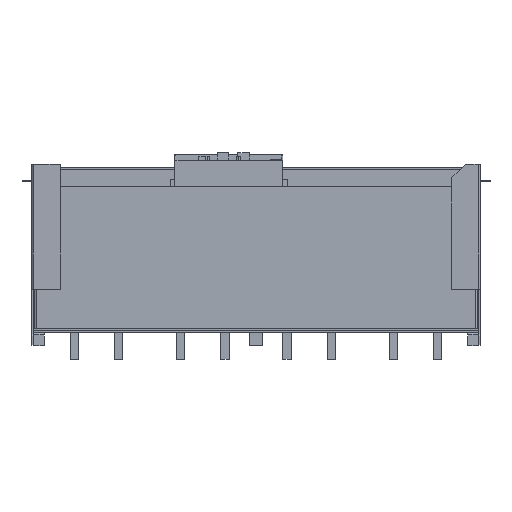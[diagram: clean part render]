
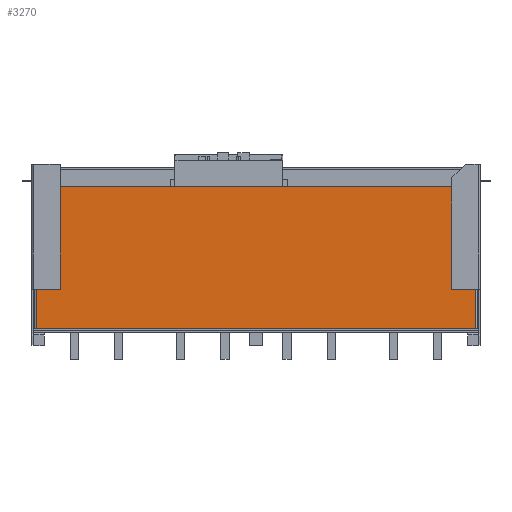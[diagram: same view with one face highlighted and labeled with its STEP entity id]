
A CAD part, front view. The second image highlights one B-rep face of the part: STEP entity #3270.
In plain terms, the highlighted planar face has unit normal (0, -1, 0).
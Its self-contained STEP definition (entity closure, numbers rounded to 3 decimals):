
#2350=CARTESIAN_POINT('',(1354.7,223.666,-24.));
#2360=VERTEX_POINT('',#2350);
#2390=CARTESIAN_POINT('',(3441.4,223.666,-24.));
#2400=DIRECTION('',(-1.,0.,0.));
#2410=VECTOR('',#2400,1.);
#2420=LINE('',#2390,#2410);
#2430=CARTESIAN_POINT('',(1352.3,223.666,-24.));
#2440=VERTEX_POINT('',#2430);
#2450=EDGE_CURVE('',#2360,#2440,#2420,.T.);
#2650=CARTESIAN_POINT('',(2086.7,223.666,0.));
#2660=DIRECTION('',(-0.,1.,0.));
#2670=DIRECTION('',(1.,0.,0.));
#2680=AXIS2_PLACEMENT_3D('',#2650,#2660,#2670);
#2690=PLANE('',#2680);
#2700=CARTESIAN_POINT('',(1352.3,223.666,0.));
#2710=DIRECTION('',(0.,0.,-1.));
#2720=VECTOR('',#2710,1.);
#2730=LINE('',#2700,#2720);
#2740=CARTESIAN_POINT('',(1352.3,223.666,-371.));
#2750=VERTEX_POINT('',#2740);
#2760=EDGE_CURVE('',#2440,#2750,#2730,.T.);
#2770=ORIENTED_EDGE('',*,*,#2760,.T.);
#2780=ORIENTED_EDGE('',*,*,#2450,.T.);
#2790=CARTESIAN_POINT('',(1354.7,223.666,0.));
#2800=DIRECTION('',(0.,0.,-1.));
#2810=VECTOR('',#2800,1.);
#2820=LINE('',#2790,#2810);
#2830=CARTESIAN_POINT('',(1354.7,223.666,-57.));
#2840=VERTEX_POINT('',#2830);
#2850=EDGE_CURVE('',#2360,#2840,#2820,.T.);
#2860=ORIENTED_EDGE('',*,*,#2850,.F.);
#2870=CARTESIAN_POINT('',(0.,223.666,-57.));
#2880=DIRECTION('',(1.,0.,0.));
#2890=VECTOR('',#2880,1.);
#2900=LINE('',#2870,#2890);
#2910=CARTESIAN_POINT('',(2321.9,223.666,-57.));
#2920=VERTEX_POINT('',#2910);
#2930=EDGE_CURVE('',#2840,#2920,#2900,.T.);
#2940=ORIENTED_EDGE('',*,*,#2930,.F.);
#2950=CARTESIAN_POINT('',(2321.9,223.666,0.));
#2960=DIRECTION('',(0.,0.,-1.));
#2970=VECTOR('',#2960,1.);
#2980=LINE('',#2950,#2970);
#2990=CARTESIAN_POINT('',(2321.9,223.666,-24.));
#3000=VERTEX_POINT('',#2990);
#3010=EDGE_CURVE('',#3000,#2920,#2980,.T.);
#3020=ORIENTED_EDGE('',*,*,#3010,.T.);
#3030=CARTESIAN_POINT('',(235.2,223.666,-24.));
#3040=DIRECTION('',(1.,0.,0.));
#3050=VECTOR('',#3040,1.);
#3060=LINE('',#3030,#3050);
#3070=CARTESIAN_POINT('',(2324.3,223.666,-24.));
#3080=VERTEX_POINT('',#3070);
#3090=EDGE_CURVE('',#3000,#3080,#3060,.T.);
#3100=ORIENTED_EDGE('',*,*,#3090,.F.);
#3110=CARTESIAN_POINT('',(2324.3,223.666,0.));
#3120=DIRECTION('',(0.,0.,-1.));
#3130=VECTOR('',#3120,1.);
#3140=LINE('',#3110,#3130);
#3150=CARTESIAN_POINT('',(2324.3,223.666,-371.));
#3160=VERTEX_POINT('',#3150);
#3170=EDGE_CURVE('',#3080,#3160,#3140,.T.);
#3180=ORIENTED_EDGE('',*,*,#3170,.F.);
#3190=CARTESIAN_POINT('',(0.,223.666,-371.));
#3200=DIRECTION('',(-1.,0.,0.));
#3210=VECTOR('',#3200,1.);
#3220=LINE('',#3190,#3210);
#3230=EDGE_CURVE('',#3160,#2750,#3220,.T.);
#3240=ORIENTED_EDGE('',*,*,#3230,.F.);
#3250=EDGE_LOOP('',(#3240,#3180,#3100,#3020,#2940,#2860,#2780,#2770));
#3260=FACE_OUTER_BOUND('',#3250,.T.);
#3270=ADVANCED_FACE('',(#3260),#2690,.F.);
